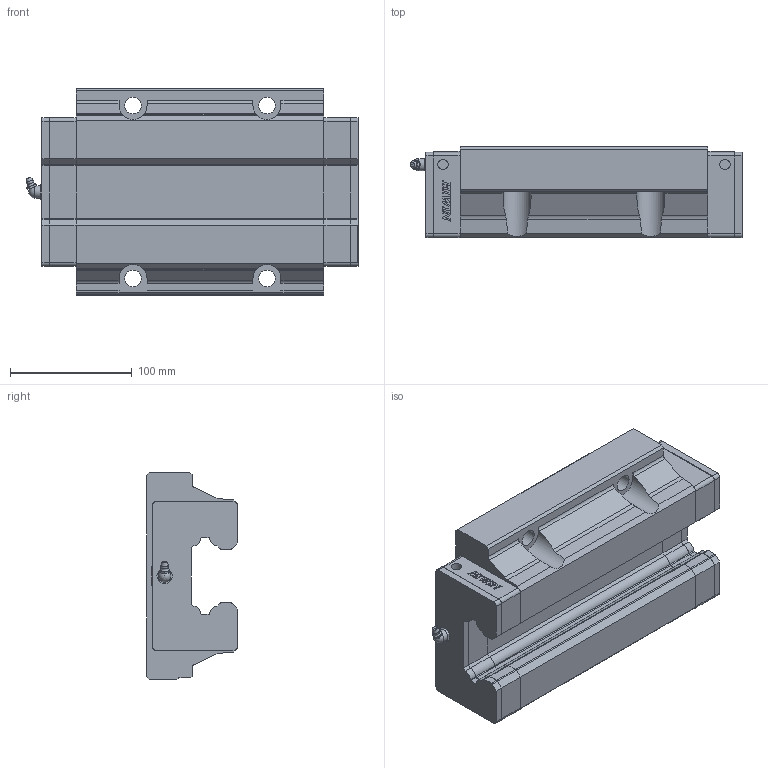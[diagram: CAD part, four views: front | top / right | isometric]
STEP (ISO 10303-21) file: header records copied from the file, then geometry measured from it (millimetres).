
FILE_DESCRIPTION(/* description */ (''),/* implementation_level */ '2;1');
FILE_NAME(/* name */ 'HGW65HAZ0C_GW202311001874.stp',/* time_stamp */ '2023-11-01T22:45:06+08:00',/* author */ ('user'),/* organization */ (''),/* preprocessor_version */ 'ST-DEVELOPER v17',/* originating_system */ 'Autodesk Inventor 2018',/* authorisation */ '');
FILE_SCHEMA (('AUTOMOTIVE_DESIGN { 1 0 10303 214 3 1 1 }'));
Products named in the file (4): HGW65HAZ0C_GW202311001874; HGW65H_右封_temp; 34320003; 18PTH
Assembly tree (3 placements, depth 2):
  HGW65HAZ0C_GW202311001874
    HGW65H_右封_temp
    34320003
    18PTH
Bounding box: 272.7 x 75 x 170 mm (x, y, z)
Volume: 2221420.7 mm3; surface area: 220878.6 mm2
Topology: 7 solids, 7 shells, 672 faces, 1814 edges, 1181 vertices
Faces by surface type: plane 471, cylinder 158, cone 39, sphere 2, torus 1, bspline 1
Full cylindrical faces by diameter (mm): 1 x2, 7.3 x2, 8.5 x4, 10 x5, 11.5 x1, 12.5 x4, 13.835 x4
Entity records: 21158 total; most frequent: CARTESIAN_POINT 3812, ORIENTED_EDGE 3626, DIRECTION 3532, EDGE_CURVE 1813, LINE 1384, VECTOR 1384, VERTEX_POINT 1181, AXIS2_PLACEMENT_3D 1074
